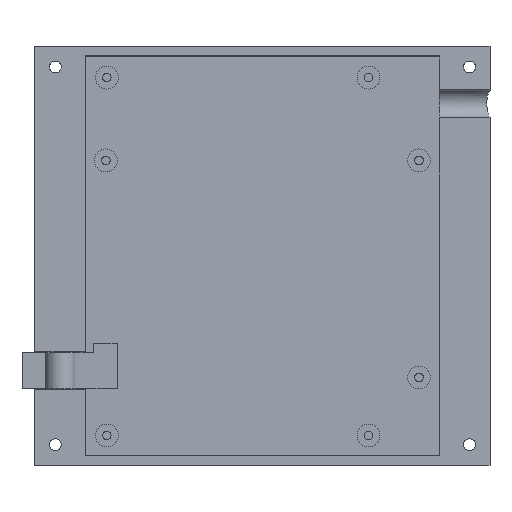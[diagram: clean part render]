
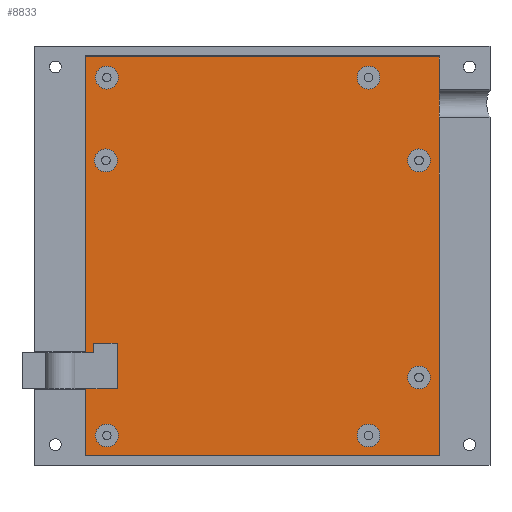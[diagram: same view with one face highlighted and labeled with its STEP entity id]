
A CAD part, top view. The second image highlights one B-rep face of the part: STEP entity #8833.
In plain terms, the highlighted planar face has unit normal (0, 0, 1).
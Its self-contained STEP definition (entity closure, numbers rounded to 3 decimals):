
#37=FACE_BOUND('',#1054,.T.);
#38=FACE_BOUND('',#1055,.T.);
#39=FACE_BOUND('',#1056,.T.);
#40=FACE_BOUND('',#1057,.T.);
#41=FACE_BOUND('',#1058,.T.);
#42=FACE_BOUND('',#1059,.T.);
#43=FACE_BOUND('',#1060,.T.);
#44=FACE_BOUND('',#1061,.T.);
#188=PLANE('',#9290);
#602=FACE_OUTER_BOUND('',#1053,.T.);
#1053=EDGE_LOOP('',(#6256,#6257,#6258,#6259));
#1054=EDGE_LOOP('',(#6260));
#1055=EDGE_LOOP('',(#6261));
#1056=EDGE_LOOP('',(#6262));
#1057=EDGE_LOOP('',(#6263));
#1058=EDGE_LOOP('',(#6264));
#1059=EDGE_LOOP('',(#6265));
#1060=EDGE_LOOP('',(#6266));
#1061=EDGE_LOOP('',(#6267));
#1652=LINE('',#12061,#2857);
#1653=LINE('',#12063,#2858);
#1654=LINE('',#12065,#2859);
#1655=LINE('',#12066,#2860);
#2857=VECTOR('',#9821,10.);
#2858=VECTOR('',#9822,10.);
#2859=VECTOR('',#9823,10.);
#2860=VECTOR('',#9824,10.);
#4063=CIRCLE('',#9288,2.4);
#4064=CIRCLE('',#9291,2.4);
#4065=CIRCLE('',#9292,2.4);
#4066=CIRCLE('',#9293,2.4);
#4067=CIRCLE('',#9294,2.4);
#4068=CIRCLE('',#9295,2.4);
#4069=CIRCLE('',#9296,2.4);
#4070=CIRCLE('',#9297,2.4);
#4124=VERTEX_POINT('',#12054);
#4125=VERTEX_POINT('',#12059);
#4126=VERTEX_POINT('',#12060);
#4127=VERTEX_POINT('',#12062);
#4128=VERTEX_POINT('',#12064);
#4129=VERTEX_POINT('',#12067);
#4130=VERTEX_POINT('',#12069);
#4131=VERTEX_POINT('',#12071);
#4132=VERTEX_POINT('',#12073);
#4133=VERTEX_POINT('',#12075);
#4134=VERTEX_POINT('',#12077);
#4135=VERTEX_POINT('',#12079);
#4974=EDGE_CURVE('',#4124,#4124,#4063,.T.);
#4975=EDGE_CURVE('',#4125,#4126,#1652,.T.);
#4976=EDGE_CURVE('',#4127,#4125,#1653,.T.);
#4977=EDGE_CURVE('',#4128,#4127,#1654,.T.);
#4978=EDGE_CURVE('',#4126,#4128,#1655,.T.);
#4979=EDGE_CURVE('',#4129,#4129,#4064,.T.);
#4980=EDGE_CURVE('',#4130,#4130,#4065,.T.);
#4981=EDGE_CURVE('',#4131,#4131,#4066,.T.);
#4982=EDGE_CURVE('',#4132,#4132,#4067,.T.);
#4983=EDGE_CURVE('',#4133,#4133,#4068,.T.);
#4984=EDGE_CURVE('',#4134,#4134,#4069,.T.);
#4985=EDGE_CURVE('',#4135,#4135,#4070,.T.);
#6256=ORIENTED_EDGE('',*,*,#4975,.F.);
#6257=ORIENTED_EDGE('',*,*,#4976,.F.);
#6258=ORIENTED_EDGE('',*,*,#4977,.F.);
#6259=ORIENTED_EDGE('',*,*,#4978,.F.);
#6260=ORIENTED_EDGE('',*,*,#4979,.T.);
#6261=ORIENTED_EDGE('',*,*,#4980,.T.);
#6262=ORIENTED_EDGE('',*,*,#4981,.T.);
#6263=ORIENTED_EDGE('',*,*,#4982,.T.);
#6264=ORIENTED_EDGE('',*,*,#4983,.T.);
#6265=ORIENTED_EDGE('',*,*,#4984,.T.);
#6266=ORIENTED_EDGE('',*,*,#4985,.T.);
#6267=ORIENTED_EDGE('',*,*,#4974,.T.);
#8833=ADVANCED_FACE('',(#602,#37,#38,#39,#40,#41,#42,#43,#44),#188,.T.);
#9288=AXIS2_PLACEMENT_3D('',#12056,#9815,#9816);
#9290=AXIS2_PLACEMENT_3D('',#12058,#9819,#9820);
#9291=AXIS2_PLACEMENT_3D('',#12068,#9825,#9826);
#9292=AXIS2_PLACEMENT_3D('',#12070,#9827,#9828);
#9293=AXIS2_PLACEMENT_3D('',#12072,#9829,#9830);
#9294=AXIS2_PLACEMENT_3D('',#12074,#9831,#9832);
#9295=AXIS2_PLACEMENT_3D('',#12076,#9833,#9834);
#9296=AXIS2_PLACEMENT_3D('',#12078,#9835,#9836);
#9297=AXIS2_PLACEMENT_3D('',#12080,#9837,#9838);
#9815=DIRECTION('center_axis',(0.,0.,-1.));
#9816=DIRECTION('ref_axis',(1.,0.,0.));
#9819=DIRECTION('center_axis',(0.,0.,1.));
#9820=DIRECTION('ref_axis',(1.,0.,0.));
#9821=DIRECTION('',(-1.,0.,0.));
#9822=DIRECTION('',(0.,-1.,0.));
#9823=DIRECTION('',(1.,0.,0.));
#9824=DIRECTION('',(0.,1.,0.));
#9825=DIRECTION('center_axis',(0.,0.,-1.));
#9826=DIRECTION('ref_axis',(1.,0.,0.));
#9827=DIRECTION('center_axis',(0.,0.,-1.));
#9828=DIRECTION('ref_axis',(1.,0.,0.));
#9829=DIRECTION('center_axis',(0.,0.,-1.));
#9830=DIRECTION('ref_axis',(1.,0.,0.));
#9831=DIRECTION('center_axis',(0.,0.,-1.));
#9832=DIRECTION('ref_axis',(1.,0.,0.));
#9833=DIRECTION('center_axis',(0.,0.,-1.));
#9834=DIRECTION('ref_axis',(1.,0.,0.));
#9835=DIRECTION('center_axis',(0.,0.,-1.));
#9836=DIRECTION('ref_axis',(1.,0.,0.));
#9837=DIRECTION('center_axis',(0.,0.,-1.));
#9838=DIRECTION('ref_axis',(1.,0.,0.));
#12054=CARTESIAN_POINT('',(-40.274,26.74,-4.));
#12056=CARTESIAN_POINT('Origin',(-37.874,26.74,-4.));
#12058=CARTESIAN_POINT('Origin',(-5.174,-10.76,-4.));
#12059=CARTESIAN_POINT('',(32.026,-52.76,-4.));
#12060=CARTESIAN_POINT('',(-42.374,-52.76,-4.));
#12061=CARTESIAN_POINT('',(-24.774,-52.76,-4.));
#12062=CARTESIAN_POINT('',(32.026,31.24,-4.));
#12063=CARTESIAN_POINT('',(32.026,-32.76,-4.));
#12064=CARTESIAN_POINT('',(-42.374,31.24,-4.));
#12065=CARTESIAN_POINT('',(14.426,31.24,-4.));
#12066=CARTESIAN_POINT('',(-42.374,11.24,-4.));
#12067=CARTESIAN_POINT('',(14.726,-48.46,-4.));
#12068=CARTESIAN_POINT('Origin',(17.126,-48.46,-4.));
#12069=CARTESIAN_POINT('',(-40.274,-48.46,-4.));
#12070=CARTESIAN_POINT('Origin',(-37.874,-48.46,-4.));
#12071=CARTESIAN_POINT('',(25.326,-36.26,-4.));
#12072=CARTESIAN_POINT('Origin',(27.726,-36.26,-4.));
#12073=CARTESIAN_POINT('',(-40.474,-36.26,-4.));
#12074=CARTESIAN_POINT('Origin',(-38.074,-36.26,-4.));
#12075=CARTESIAN_POINT('',(25.326,9.34,-4.));
#12076=CARTESIAN_POINT('Origin',(27.726,9.34,-4.));
#12077=CARTESIAN_POINT('',(-40.474,9.34,-4.));
#12078=CARTESIAN_POINT('Origin',(-38.074,9.34,-4.));
#12079=CARTESIAN_POINT('',(14.726,26.74,-4.));
#12080=CARTESIAN_POINT('Origin',(17.126,26.74,-4.));
